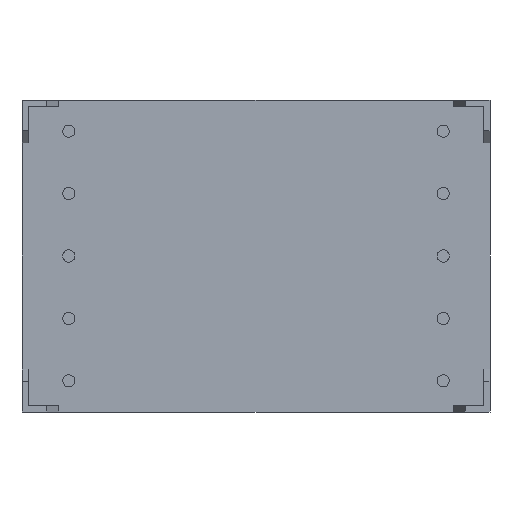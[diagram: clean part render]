
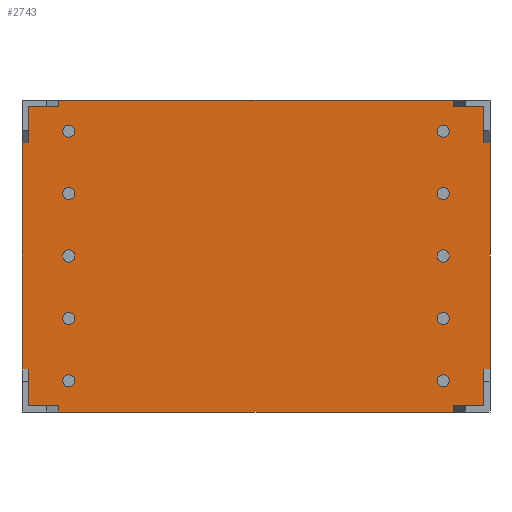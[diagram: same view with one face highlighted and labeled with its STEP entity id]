
A CAD part, front view. The second image highlights one B-rep face of the part: STEP entity #2743.
In plain terms, the highlighted planar face has unit normal (0, -1, 0).
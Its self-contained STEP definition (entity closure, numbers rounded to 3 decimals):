
#121=PLANE('',#2965);
#283=FACE_OUTER_BOUND('',#447,.T.);
#447=EDGE_LOOP('',(#2009,#2010,#2011,#2012,#2013,#2014,#2015,#2016,#2017,
#2018,#2019,#2020,#2021,#2022,#2023,#2024,#2025,#2026,#2027,#2028));
#607=LINE('',#3925,#955);
#608=LINE('',#3927,#956);
#609=LINE('',#3929,#957);
#610=LINE('',#3931,#958);
#611=LINE('',#3933,#959);
#612=LINE('',#3935,#960);
#613=LINE('',#3937,#961);
#614=LINE('',#3939,#962);
#615=LINE('',#3941,#963);
#616=LINE('',#3943,#964);
#617=LINE('',#3945,#965);
#618=LINE('',#3947,#966);
#619=LINE('',#3949,#967);
#620=LINE('',#3951,#968);
#621=LINE('',#3953,#969);
#622=LINE('',#3955,#970);
#623=LINE('',#3957,#971);
#624=LINE('',#3959,#972);
#625=LINE('',#3961,#973);
#626=LINE('',#3962,#974);
#955=VECTOR('',#3221,0.25);
#956=VECTOR('',#3222,9.2);
#957=VECTOR('',#3223,0.25);
#958=VECTOR('',#3224,1.5);
#959=VECTOR('',#3225,1.25);
#960=VECTOR('',#3226,0.25);
#961=VECTOR('',#3227,16.05);
#962=VECTOR('',#3228,0.25);
#963=VECTOR('',#3229,1.25);
#964=VECTOR('',#3230,1.5);
#965=VECTOR('',#3231,0.25);
#966=VECTOR('',#3232,9.2);
#967=VECTOR('',#3233,0.25);
#968=VECTOR('',#3234,1.5);
#969=VECTOR('',#3235,1.25);
#970=VECTOR('',#3236,0.25);
#971=VECTOR('',#3237,16.05);
#972=VECTOR('',#3238,0.25);
#973=VECTOR('',#3239,1.25);
#974=VECTOR('',#3240,1.5);
#1341=VERTEX_POINT('',#3923);
#1342=VERTEX_POINT('',#3924);
#1343=VERTEX_POINT('',#3926);
#1344=VERTEX_POINT('',#3928);
#1345=VERTEX_POINT('',#3930);
#1346=VERTEX_POINT('',#3932);
#1347=VERTEX_POINT('',#3934);
#1348=VERTEX_POINT('',#3936);
#1349=VERTEX_POINT('',#3938);
#1350=VERTEX_POINT('',#3940);
#1351=VERTEX_POINT('',#3942);
#1352=VERTEX_POINT('',#3944);
#1353=VERTEX_POINT('',#3946);
#1354=VERTEX_POINT('',#3948);
#1355=VERTEX_POINT('',#3950);
#1356=VERTEX_POINT('',#3952);
#1357=VERTEX_POINT('',#3954);
#1358=VERTEX_POINT('',#3956);
#1359=VERTEX_POINT('',#3958);
#1360=VERTEX_POINT('',#3960);
#1603=EDGE_CURVE('',#1341,#1342,#607,.T.);
#1604=EDGE_CURVE('',#1343,#1342,#608,.T.);
#1605=EDGE_CURVE('',#1344,#1343,#609,.T.);
#1606=EDGE_CURVE('',#1345,#1344,#610,.T.);
#1607=EDGE_CURVE('',#1345,#1346,#611,.T.);
#1608=EDGE_CURVE('',#1346,#1347,#612,.T.);
#1609=EDGE_CURVE('',#1348,#1347,#613,.T.);
#1610=EDGE_CURVE('',#1349,#1348,#614,.T.);
#1611=EDGE_CURVE('',#1349,#1350,#615,.T.);
#1612=EDGE_CURVE('',#1351,#1350,#616,.T.);
#1613=EDGE_CURVE('',#1351,#1352,#617,.T.);
#1614=EDGE_CURVE('',#1352,#1353,#618,.T.);
#1615=EDGE_CURVE('',#1354,#1353,#619,.T.);
#1616=EDGE_CURVE('',#1355,#1354,#620,.T.);
#1617=EDGE_CURVE('',#1356,#1355,#621,.T.);
#1618=EDGE_CURVE('',#1356,#1357,#622,.T.);
#1619=EDGE_CURVE('',#1357,#1358,#623,.T.);
#1620=EDGE_CURVE('',#1359,#1358,#624,.T.);
#1621=EDGE_CURVE('',#1359,#1360,#625,.T.);
#1622=EDGE_CURVE('',#1360,#1341,#626,.T.);
#2009=ORIENTED_EDGE('',*,*,#1603,.T.);
#2010=ORIENTED_EDGE('',*,*,#1604,.F.);
#2011=ORIENTED_EDGE('',*,*,#1605,.F.);
#2012=ORIENTED_EDGE('',*,*,#1606,.F.);
#2013=ORIENTED_EDGE('',*,*,#1607,.T.);
#2014=ORIENTED_EDGE('',*,*,#1608,.T.);
#2015=ORIENTED_EDGE('',*,*,#1609,.F.);
#2016=ORIENTED_EDGE('',*,*,#1610,.F.);
#2017=ORIENTED_EDGE('',*,*,#1611,.T.);
#2018=ORIENTED_EDGE('',*,*,#1612,.F.);
#2019=ORIENTED_EDGE('',*,*,#1613,.T.);
#2020=ORIENTED_EDGE('',*,*,#1614,.T.);
#2021=ORIENTED_EDGE('',*,*,#1615,.F.);
#2022=ORIENTED_EDGE('',*,*,#1616,.F.);
#2023=ORIENTED_EDGE('',*,*,#1617,.F.);
#2024=ORIENTED_EDGE('',*,*,#1618,.T.);
#2025=ORIENTED_EDGE('',*,*,#1619,.T.);
#2026=ORIENTED_EDGE('',*,*,#1620,.F.);
#2027=ORIENTED_EDGE('',*,*,#1621,.T.);
#2028=ORIENTED_EDGE('',*,*,#1622,.T.);
#2743=ADVANCED_FACE('',(#283),#121,.F.);
#2965=AXIS2_PLACEMENT_3D('',#3922,#3219,#3220);
#3219=DIRECTION('center_axis',(0.,1.,0.));
#3220=DIRECTION('ref_axis',(0.,0.,1.));
#3221=DIRECTION('',(1.,0.,0.));
#3222=DIRECTION('',(0.,0.,-1.));
#3223=DIRECTION('',(1.,0.,0.));
#3224=DIRECTION('',(0.,0.,-1.));
#3225=DIRECTION('',(-1.,0.,0.));
#3226=DIRECTION('',(0.,0.,1.));
#3227=DIRECTION('',(1.,0.,0.));
#3228=DIRECTION('',(0.,0.,1.));
#3229=DIRECTION('',(-1.,0.,0.));
#3230=DIRECTION('',(0.,0.,1.));
#3231=DIRECTION('',(-1.,0.,0.));
#3232=DIRECTION('',(0.,0.,-1.));
#3233=DIRECTION('',(-1.,0.,0.));
#3234=DIRECTION('',(0.,0.,1.));
#3235=DIRECTION('',(-1.,0.,0.));
#3236=DIRECTION('',(0.,0.,-1.));
#3237=DIRECTION('',(1.,0.,0.));
#3238=DIRECTION('',(0.,0.,-1.));
#3239=DIRECTION('',(1.,0.,0.));
#3240=DIRECTION('',(0.,0.,1.));
#3922=CARTESIAN_POINT('Origin',(0.,0.,12.7));
#3923=CARTESIAN_POINT('',(18.8,0.,1.75));
#3924=CARTESIAN_POINT('',(19.05,0.,1.75));
#3925=CARTESIAN_POINT('',(18.8,0.,1.75));
#3926=CARTESIAN_POINT('',(19.05,0.,10.95));
#3927=CARTESIAN_POINT('',(19.05,0.,10.95));
#3928=CARTESIAN_POINT('',(18.8,0.,10.95));
#3929=CARTESIAN_POINT('',(18.8,0.,10.95));
#3930=CARTESIAN_POINT('',(18.8,0.,12.45));
#3931=CARTESIAN_POINT('',(18.8,0.,12.45));
#3932=CARTESIAN_POINT('',(17.55,0.,12.45));
#3933=CARTESIAN_POINT('',(18.8,0.,12.45));
#3934=CARTESIAN_POINT('',(17.55,0.,12.7));
#3935=CARTESIAN_POINT('',(17.55,0.,12.45));
#3936=CARTESIAN_POINT('',(1.5,0.,12.7));
#3937=CARTESIAN_POINT('',(1.5,0.,12.7));
#3938=CARTESIAN_POINT('',(1.5,0.,12.45));
#3939=CARTESIAN_POINT('',(1.5,0.,12.45));
#3940=CARTESIAN_POINT('',(0.25,0.,12.45));
#3941=CARTESIAN_POINT('',(1.5,0.,12.45));
#3942=CARTESIAN_POINT('',(0.25,0.,10.95));
#3943=CARTESIAN_POINT('',(0.25,0.,10.95));
#3944=CARTESIAN_POINT('',(0.,0.,10.95));
#3945=CARTESIAN_POINT('',(0.25,0.,10.95));
#3946=CARTESIAN_POINT('',(0.,0.,1.75));
#3947=CARTESIAN_POINT('',(0.,0.,10.95));
#3948=CARTESIAN_POINT('',(0.25,0.,1.75));
#3949=CARTESIAN_POINT('',(0.25,0.,1.75));
#3950=CARTESIAN_POINT('',(0.25,0.,0.25));
#3951=CARTESIAN_POINT('',(0.25,0.,0.25));
#3952=CARTESIAN_POINT('',(1.5,0.,0.25));
#3953=CARTESIAN_POINT('',(1.5,0.,0.25));
#3954=CARTESIAN_POINT('',(1.5,0.,0.));
#3955=CARTESIAN_POINT('',(1.5,0.,0.25));
#3956=CARTESIAN_POINT('',(17.55,0.,0.));
#3957=CARTESIAN_POINT('',(1.5,0.,0.));
#3958=CARTESIAN_POINT('',(17.55,0.,0.25));
#3959=CARTESIAN_POINT('',(17.55,0.,0.25));
#3960=CARTESIAN_POINT('',(18.8,0.,0.25));
#3961=CARTESIAN_POINT('',(17.55,0.,0.25));
#3962=CARTESIAN_POINT('',(18.8,0.,0.25));
